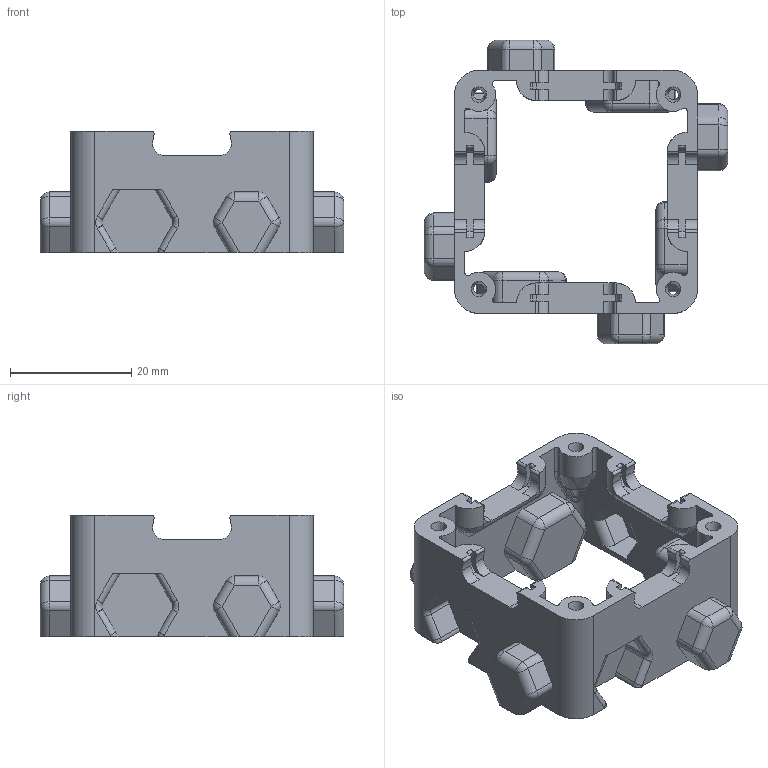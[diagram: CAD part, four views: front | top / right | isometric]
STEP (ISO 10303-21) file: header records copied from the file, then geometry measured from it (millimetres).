
FILE_DESCRIPTION(('FreeCAD Model'),'2;1');
FILE_NAME('Open CASCADE Shape Model','2025-07-23T14:27:45',(''),(''), 'Open CASCADE STEP processor 7.8','FreeCAD','Unknown');
FILE_SCHEMA(('AUTOMOTIVE_DESIGN { 1 0 10303 214 1 1 1 1 }'));
Length unit declared in the file: millimetre
Products named in the file (1): Circuit-Node-hexagon
Bounding box: 50 x 50 x 20 mm (x, y, z)
Volume: 7610.2 mm3; surface area: 9241.9 mm2
Topology: 1 solids, 1 shells, 485 faces, 1312 edges, 796 vertices
Faces by surface type: cylinder 228, plane 149, bspline 40, revolution 32, sphere 16, cone 12, torus 8
Full cylindrical faces by diameter (mm): 1.75 x4
Entity records: 26338 total; most frequent: CARTESIAN_POINT 14422, ORIENTED_EDGE 2560, DIRECTION 2512, EDGE_CURVE 1280, AXIS2_PLACEMENT_3D 910, VERTEX_POINT 796, LINE 660, VECTOR 660
